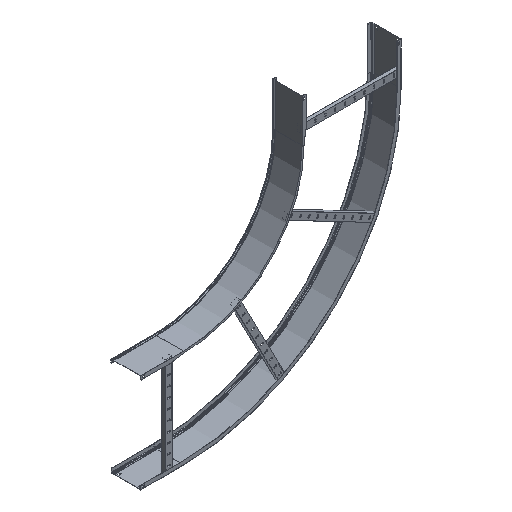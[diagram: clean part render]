
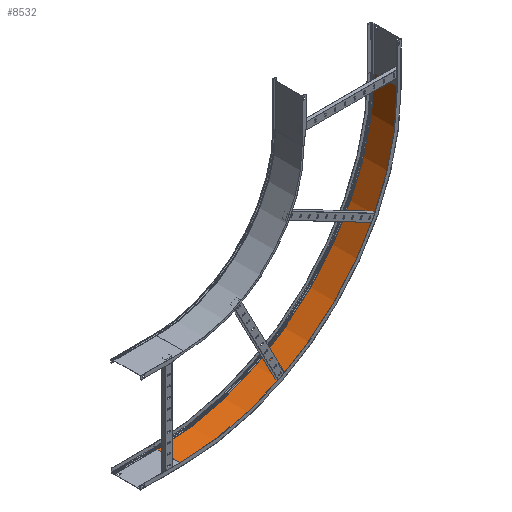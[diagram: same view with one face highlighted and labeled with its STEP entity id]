
A CAD part, isometric view. The second image highlights one B-rep face of the part: STEP entity #8532.
In plain terms, the highlighted cylindrical face has radius 1098.8 mm (diameter 2197.6 mm), a partial arc.
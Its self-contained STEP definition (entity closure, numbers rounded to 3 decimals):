
#593 = VECTOR ( 'NONE', #7266, 1000. ) ;
#810 = DIRECTION ( 'NONE',  ( 0., 0., 1. ) ) ;
#941 = CIRCLE ( 'NONE', #2097, 1098.8 ) ;
#1135 = EDGE_CURVE ( 'NONE', #4508, #2149, #4987, .T. ) ;
#1449 = DIRECTION ( 'NONE',  ( 0., -1., 0. ) ) ;
#1681 = CARTESIAN_POINT ( 'NONE',  ( 0., 0., 0. ) ) ;
#1832 = AXIS2_PLACEMENT_3D ( 'NONE', #1681, #2967, #5064 ) ;
#1982 = CARTESIAN_POINT ( 'NONE',  ( 0., 2.2, -1098.8 ) ) ;
#2097 = AXIS2_PLACEMENT_3D ( 'NONE', #7927, #1449, #3316 ) ;
#2149 = VERTEX_POINT ( 'NONE', #5907 ) ;
#2164 = DIRECTION ( 'NONE',  ( 0., 1., 0. ) ) ;
#2742 = LINE ( 'NONE', #1982, #593 ) ;
#2967 = DIRECTION ( 'NONE',  ( 0., 1., 0. ) ) ;
#3316 = DIRECTION ( 'NONE',  ( 0., 0., 1. ) ) ;
#3425 = ORIENTED_EDGE ( 'NONE', *, *, #5125, .F. ) ;
#3540 = AXIS2_PLACEMENT_3D ( 'NONE', #6852, #2164, #810 ) ;
#3890 = DIRECTION ( 'NONE',  ( 0., 1., 0. ) ) ;
#4036 = ORIENTED_EDGE ( 'NONE', *, *, #4081, .T. ) ;
#4081 = EDGE_CURVE ( 'NONE', #4437, #8190, #941, .T. ) ;
#4437 = VERTEX_POINT ( 'NONE', #6335 ) ;
#4507 = CARTESIAN_POINT ( 'NONE',  ( 1098.8, 0., 0. ) ) ;
#4508 = VERTEX_POINT ( 'NONE', #5888 ) ;
#4574 = EDGE_CURVE ( 'NONE', #8190, #4508, #6971, .T. ) ;
#4589 = ORIENTED_EDGE ( 'NONE', *, *, #4574, .T. ) ;
#4913 = FACE_OUTER_BOUND ( 'NONE', #7906, .T. ) ;
#4987 = CIRCLE ( 'NONE', #3540, 1098.8 ) ;
#5064 = DIRECTION ( 'NONE',  ( 0., 0., 1. ) ) ;
#5125 = EDGE_CURVE ( 'NONE', #4437, #2149, #2742, .T. ) ;
#5888 = CARTESIAN_POINT ( 'NONE',  ( 1098.8, 134.499, 0. ) ) ;
#5907 = CARTESIAN_POINT ( 'NONE',  ( 0., 134.499, -1098.8 ) ) ;
#5933 = CARTESIAN_POINT ( 'NONE',  ( 1098.8, 1.2, 0. ) ) ;
#6131 = VECTOR ( 'NONE', #3890, 1000. ) ;
#6335 = CARTESIAN_POINT ( 'NONE',  ( 0., 1.2, -1098.8 ) ) ;
#6852 = CARTESIAN_POINT ( 'NONE',  ( 0., 134.499, 0. ) ) ;
#6971 = LINE ( 'NONE', #4507, #6131 ) ;
#7266 = DIRECTION ( 'NONE',  ( 0., 1., 0. ) ) ;
#7295 = CYLINDRICAL_SURFACE ( 'NONE', #1832, 1098.8 ) ;
#7906 = EDGE_LOOP ( 'NONE', ( #8497, #3425, #4036, #4589 ) ) ;
#7927 = CARTESIAN_POINT ( 'NONE',  ( 0., 1.2, 0. ) ) ;
#8190 = VERTEX_POINT ( 'NONE', #5933 ) ;
#8497 = ORIENTED_EDGE ( 'NONE', *, *, #1135, .T. ) ;
#8532 = ADVANCED_FACE ( 'NONE', ( #4913 ), #7295, .F. ) ;
